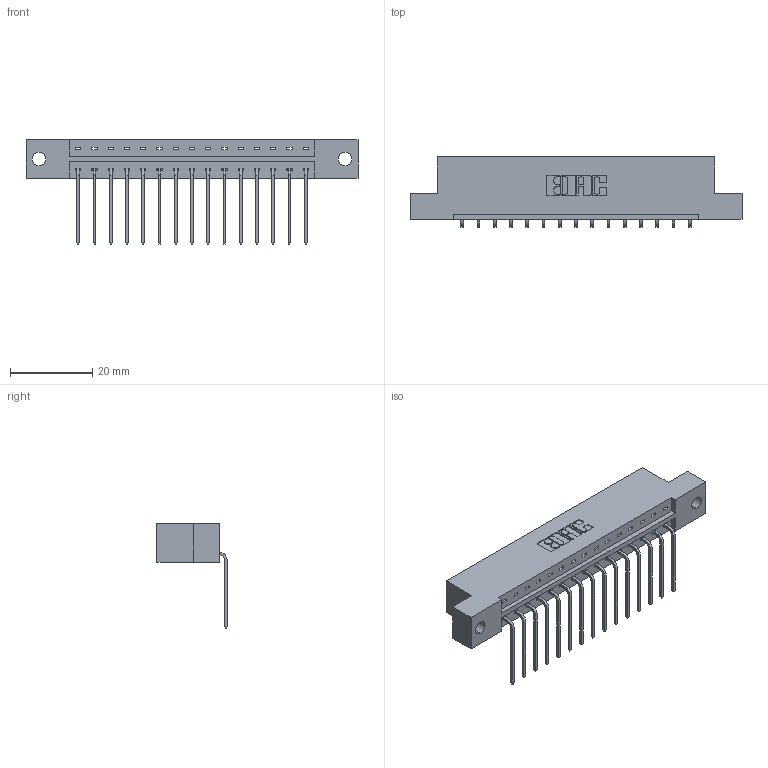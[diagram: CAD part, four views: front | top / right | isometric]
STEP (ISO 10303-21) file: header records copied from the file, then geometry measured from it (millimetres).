
FILE_DESCRIPTION (( 'STEP AP203' ), '1' );
FILE_NAME ('333-015-559-102.STEP', '2018-08-01T11:07:58', ( '' ), ( '' ), 'SwSTEP 2.0', 'SolidWorks 2016', '' );
FILE_SCHEMA (( 'CONFIG_CONTROL_DESIGN' ));
Length unit declared in the file: inch
Products named in the file (3): 333 Part_Flush - .128 Dia; 345-292-001_558 559 Tail - 1; 333-015-559-102
Assembly tree (16 placements, depth 2):
  333-015-559-102
    333 Part_Flush - .128 Dia
    345-292-001_558 559 Tail - 1  x15
Bounding box: 80.98 x 17.09 x 25.53 mm (x, y, z)
Volume: 7929.5 mm3; surface area: 8437 mm2
Topology: 16 solids, 16 shells, 1014 faces, 3041 edges, 2006 vertices
Faces by surface type: plane 730, cylinder 284
Entity records: 12749 total; most frequent: CARTESIAN_POINT 2211, ORIENTED_EDGE 2162, DIRECTION 1919, EDGE_CURVE 1081, VECTOR 953, LINE 953, VERTEX_POINT 718, AXIS2_PLACEMENT_3D 483
